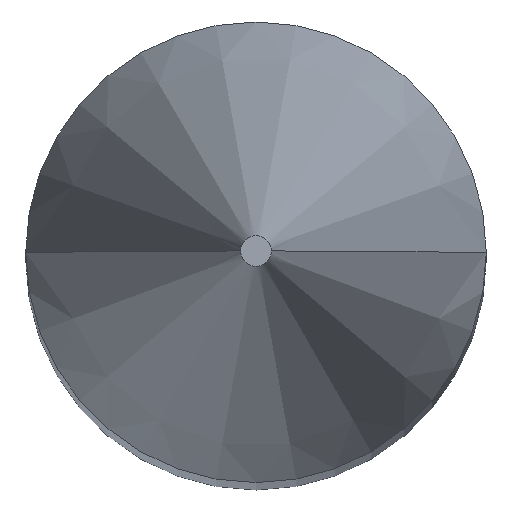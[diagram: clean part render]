
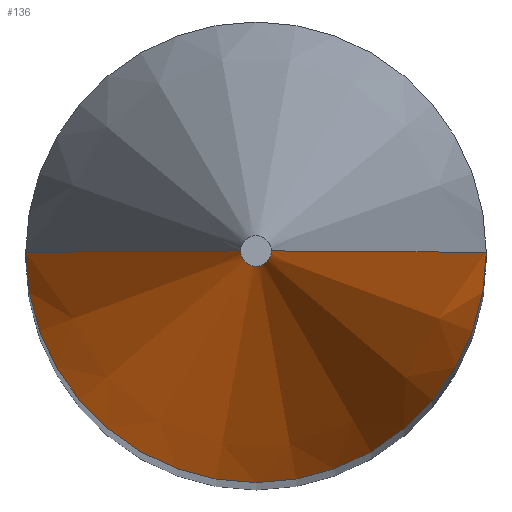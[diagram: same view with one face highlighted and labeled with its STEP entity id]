
A CAD part, top view. The second image highlights one B-rep face of the part: STEP entity #136.
In plain terms, the highlighted conical face has half-angle 15 degrees and reference radius 0.1 mm.
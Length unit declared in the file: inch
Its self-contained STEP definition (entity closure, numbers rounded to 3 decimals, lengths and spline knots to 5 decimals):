
#6 = FACE_OUTER_BOUND ( 'NONE', #48, .T. ) ;
#15 = VERTEX_POINT ( 'NONE', #94 ) ;
#18 = DIRECTION ( 'NONE',  ( -1., 0., 0. ) ) ;
#22 = ORIENTED_EDGE ( 'NONE', *, *, #204, .F. ) ;
#24 = ORIENTED_EDGE ( 'NONE', *, *, #117, .F. ) ;
#29 = CARTESIAN_POINT ( 'NONE',  ( -0.00394, 0., 1.49606 ) ) ;
#40 = VERTEX_POINT ( 'NONE', #217 ) ;
#48 = EDGE_LOOP ( 'NONE', ( #134, #112, #22, #24 ) ) ;
#50 = DIRECTION ( 'NONE',  ( 0.259, 0., -0.966 ) ) ;
#71 = DIRECTION ( 'NONE',  ( -0.259, 0., -0.966 ) ) ;
#72 = LINE ( 'NONE', #107, #188 ) ;
#77 = VERTEX_POINT ( 'NONE', #29 ) ;
#91 = AXIS2_PLACEMENT_3D ( 'NONE', #183, #162, #18 ) ;
#94 = CARTESIAN_POINT ( 'NONE',  ( -0.05906, 0., 1.29036 ) ) ;
#102 = DIRECTION ( 'NONE',  ( 0., 0., -1. ) ) ;
#107 = CARTESIAN_POINT ( 'NONE',  ( 0.00394, 0., 1.49606 ) ) ;
#112 = ORIENTED_EDGE ( 'NONE', *, *, #130, .T. ) ;
#117 = EDGE_CURVE ( 'NONE', #218, #40, #72, .T. ) ;
#119 = CONICAL_SURFACE ( 'NONE', #189, 0.00394, 0.262 ) ;
#122 = EDGE_CURVE ( 'NONE', #218, #77, #231, .T. ) ;
#130 = EDGE_CURVE ( 'NONE', #77, #15, #137, .T. ) ;
#134 = ORIENTED_EDGE ( 'NONE', *, *, #122, .T. ) ;
#136 = ADVANCED_FACE ( 'NONE', ( #6 ), #119, .T. ) ;
#137 = LINE ( 'NONE', #196, #179 ) ;
#138 = DIRECTION ( 'NONE',  ( -1., 0., 0. ) ) ;
#154 = DIRECTION ( 'NONE',  ( 0., 0., -1. ) ) ;
#155 = CARTESIAN_POINT ( 'NONE',  ( 0., 0., 1.49606 ) ) ;
#162 = DIRECTION ( 'NONE',  ( 0., 0., -1. ) ) ;
#179 = VECTOR ( 'NONE', #71, 39.37008 ) ;
#183 = CARTESIAN_POINT ( 'NONE',  ( 0., 0., 1.29036 ) ) ;
#188 = VECTOR ( 'NONE', #50, 39.37008 ) ;
#189 = AXIS2_PLACEMENT_3D ( 'NONE', #243, #154, #239 ) ;
#196 = CARTESIAN_POINT ( 'NONE',  ( -0.00394, 0., 1.49606 ) ) ;
#204 = EDGE_CURVE ( 'NONE', #40, #15, #224, .T. ) ;
#217 = CARTESIAN_POINT ( 'NONE',  ( 0.05906, 0., 1.29036 ) ) ;
#218 = VERTEX_POINT ( 'NONE', #246 ) ;
#224 = CIRCLE ( 'NONE', #91, 0.05906 ) ;
#231 = CIRCLE ( 'NONE', #242, 0.00394 ) ;
#239 = DIRECTION ( 'NONE',  ( 1., 0., 0. ) ) ;
#242 = AXIS2_PLACEMENT_3D ( 'NONE', #155, #102, #138 ) ;
#243 = CARTESIAN_POINT ( 'NONE',  ( 0., 0., 1.49606 ) ) ;
#246 = CARTESIAN_POINT ( 'NONE',  ( 0.00394, 0., 1.49606 ) ) ;
